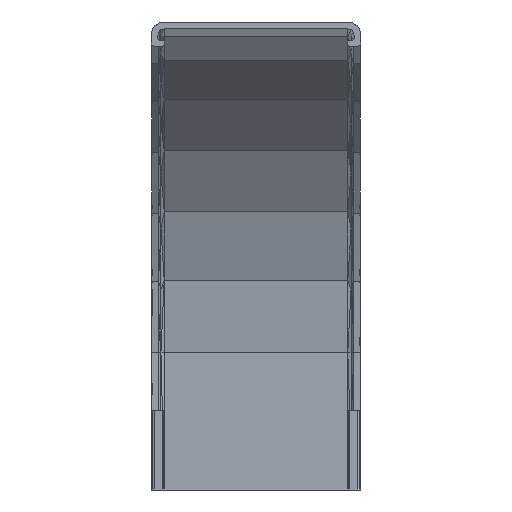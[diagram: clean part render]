
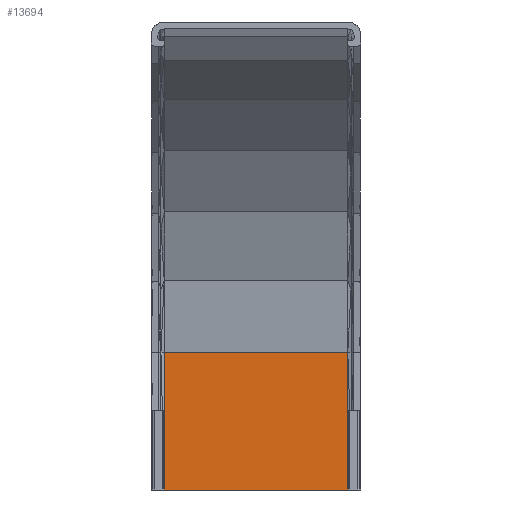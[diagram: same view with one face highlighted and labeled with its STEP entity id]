
A CAD part, front view. The second image highlights one B-rep face of the part: STEP entity #13694.
In plain terms, the highlighted planar face has unit normal (0, -1, 0).
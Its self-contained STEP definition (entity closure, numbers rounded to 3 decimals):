
#550 = VERTEX_POINT('',#551);
#551 = CARTESIAN_POINT('',(-28.,29.785,-1.));
#565 = PLANE('',#566);
#566 = AXIS2_PLACEMENT_3D('',#567,#568,#569);
#567 = CARTESIAN_POINT('',(0.,29.897,-1.));
#568 = DIRECTION('',(-0.,-0.,-1.));
#569 = DIRECTION('',(-1.,0.,0.));
#591 = PLANE('',#592);
#592 = AXIS2_PLACEMENT_3D('',#593,#594,#595);
#593 = CARTESIAN_POINT('',(-28.253,29.718,
    20.256));
#594 = DIRECTION('',(0.259,-0.966,0.)
  );
#595 = DIRECTION('',(-0.966,-0.259,0.));
#607 = EDGE_CURVE('',#550,#608,#610,.T.);
#608 = VERTEX_POINT('',#609);
#609 = CARTESIAN_POINT('',(-28.,29.785,41.));
#610 = SURFACE_CURVE('',#611,(#615,#622),.PCURVE_S1.);
#611 = LINE('',#612,#613);
#612 = CARTESIAN_POINT('',(-28.,29.785,-1.));
#613 = VECTOR('',#614,1.);
#614 = DIRECTION('',(0.,0.,1.));
#615 = PCURVE('',#591,#616);
#616 = DEFINITIONAL_REPRESENTATION('',(#617),#621);
#617 = LINE('',#618,#619);
#618 = CARTESIAN_POINT('',(-0.262,21.256));
#619 = VECTOR('',#620,1.);
#620 = DIRECTION('',(0.,-1.));
#621 = ( GEOMETRIC_REPRESENTATION_CONTEXT(2) 
PARAMETRIC_REPRESENTATION_CONTEXT() REPRESENTATION_CONTEXT('2D SPACE',''
  ) );
#622 = PCURVE('',#623,#628);
#623 = PLANE('',#624);
#624 = AXIS2_PLACEMENT_3D('',#625,#626,#627);
#625 = CARTESIAN_POINT('',(0.,29.785,20.));
#626 = DIRECTION('',(-0.,-1.,-0.));
#627 = DIRECTION('',(0.,0.,-1.));
#628 = DEFINITIONAL_REPRESENTATION('',(#629),#633);
#629 = LINE('',#630,#631);
#630 = CARTESIAN_POINT('',(21.,-28.));
#631 = VECTOR('',#632,1.);
#632 = DIRECTION('',(-1.,0.));
#633 = ( GEOMETRIC_REPRESENTATION_CONTEXT(2) 
PARAMETRIC_REPRESENTATION_CONTEXT() REPRESENTATION_CONTEXT('2D SPACE',''
  ) );
#680 = PLANE('',#681);
#681 = AXIS2_PLACEMENT_3D('',#682,#683,#684);
#682 = CARTESIAN_POINT('',(0.,28.547,51.991));
#683 = DIRECTION('',(-0.,-0.994,-0.112));
#684 = DIRECTION('',(0.,0.112,-0.994));
#4163 = VERTEX_POINT('',#4164);
#4164 = CARTESIAN_POINT('',(28.,29.785,-1.));
#4171 = PLANE('',#4172);
#4172 = AXIS2_PLACEMENT_3D('',#4173,#4174,#4175);
#4173 = CARTESIAN_POINT('',(28.36,29.636,
    19.624));
#4174 = DIRECTION('',(-0.383,-0.924,0.)
  );
#4175 = DIRECTION('',(-0.924,0.383,0.));
#4191 = VERTEX_POINT('',#4192);
#4192 = CARTESIAN_POINT('',(28.,29.785,41.));
#4218 = EDGE_CURVE('',#4163,#4191,#4219,.T.);
#4219 = SURFACE_CURVE('',#4220,(#4224,#4231),.PCURVE_S1.);
#4220 = LINE('',#4221,#4222);
#4221 = CARTESIAN_POINT('',(28.,29.785,-1.));
#4222 = VECTOR('',#4223,1.);
#4223 = DIRECTION('',(0.,0.,1.));
#4224 = PCURVE('',#4171,#4225);
#4225 = DEFINITIONAL_REPRESENTATION('',(#4226),#4230);
#4226 = LINE('',#4227,#4228);
#4227 = CARTESIAN_POINT('',(0.39,20.624));
#4228 = VECTOR('',#4229,1.);
#4229 = DIRECTION('',(0.,-1.));
#4230 = ( GEOMETRIC_REPRESENTATION_CONTEXT(2) 
PARAMETRIC_REPRESENTATION_CONTEXT() REPRESENTATION_CONTEXT('2D SPACE',''
  ) );
#4231 = PCURVE('',#623,#4232);
#4232 = DEFINITIONAL_REPRESENTATION('',(#4233),#4237);
#4233 = LINE('',#4234,#4235);
#4234 = CARTESIAN_POINT('',(21.,28.));
#4235 = VECTOR('',#4236,1.);
#4236 = DIRECTION('',(-1.,0.));
#4237 = ( GEOMETRIC_REPRESENTATION_CONTEXT(2) 
PARAMETRIC_REPRESENTATION_CONTEXT() REPRESENTATION_CONTEXT('2D SPACE',''
  ) );
#12326 = EDGE_CURVE('',#4163,#550,#12327,.T.);
#12327 = SURFACE_CURVE('',#12328,(#12332,#12339),.PCURVE_S1.);
#12328 = LINE('',#12329,#12330);
#12329 = CARTESIAN_POINT('',(28.,29.785,-1.));
#12330 = VECTOR('',#12331,1.);
#12331 = DIRECTION('',(-1.,0.,0.));
#12332 = PCURVE('',#565,#12333);
#12333 = DEFINITIONAL_REPRESENTATION('',(#12334),#12338);
#12334 = LINE('',#12335,#12336);
#12335 = CARTESIAN_POINT('',(-28.,-0.112));
#12336 = VECTOR('',#12337,1.);
#12337 = DIRECTION('',(1.,0.));
#12338 = ( GEOMETRIC_REPRESENTATION_CONTEXT(2) 
PARAMETRIC_REPRESENTATION_CONTEXT() REPRESENTATION_CONTEXT('2D SPACE',''
  ) );
#12339 = PCURVE('',#623,#12340);
#12340 = DEFINITIONAL_REPRESENTATION('',(#12341),#12345);
#12341 = LINE('',#12342,#12343);
#12342 = CARTESIAN_POINT('',(21.,28.));
#12343 = VECTOR('',#12344,1.);
#12344 = DIRECTION('',(0.,-1.));
#12345 = ( GEOMETRIC_REPRESENTATION_CONTEXT(2) 
PARAMETRIC_REPRESENTATION_CONTEXT() REPRESENTATION_CONTEXT('2D SPACE',''
  ) );
#13694 = ADVANCED_FACE('',(#13695),#623,.T.);
#13695 = FACE_BOUND('',#13696,.T.);
#13696 = EDGE_LOOP('',(#13697,#13698,#13699,#13720));
#13697 = ORIENTED_EDGE('',*,*,#12326,.F.);
#13698 = ORIENTED_EDGE('',*,*,#4218,.T.);
#13699 = ORIENTED_EDGE('',*,*,#13700,.T.);
#13700 = EDGE_CURVE('',#4191,#608,#13701,.T.);
#13701 = SURFACE_CURVE('',#13702,(#13706,#13713),.PCURVE_S1.);
#13702 = LINE('',#13703,#13704);
#13703 = CARTESIAN_POINT('',(28.,29.785,41.));
#13704 = VECTOR('',#13705,1.);
#13705 = DIRECTION('',(-1.,0.,0.));
#13706 = PCURVE('',#623,#13707);
#13707 = DEFINITIONAL_REPRESENTATION('',(#13708),#13712);
#13708 = LINE('',#13709,#13710);
#13709 = CARTESIAN_POINT('',(-21.,28.));
#13710 = VECTOR('',#13711,1.);
#13711 = DIRECTION('',(0.,-1.));
#13712 = ( GEOMETRIC_REPRESENTATION_CONTEXT(2) 
PARAMETRIC_REPRESENTATION_CONTEXT() REPRESENTATION_CONTEXT('2D SPACE',''
  ) );
#13713 = PCURVE('',#680,#13714);
#13714 = DEFINITIONAL_REPRESENTATION('',(#13715),#13719);
#13715 = LINE('',#13716,#13717);
#13716 = CARTESIAN_POINT('',(11.06,28.));
#13717 = VECTOR('',#13718,1.);
#13718 = DIRECTION('',(0.,-1.));
#13719 = ( GEOMETRIC_REPRESENTATION_CONTEXT(2) 
PARAMETRIC_REPRESENTATION_CONTEXT() REPRESENTATION_CONTEXT('2D SPACE',''
  ) );
#13720 = ORIENTED_EDGE('',*,*,#607,.F.);
